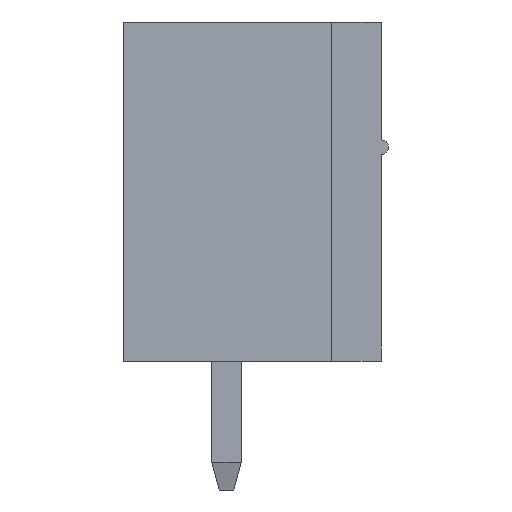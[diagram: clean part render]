
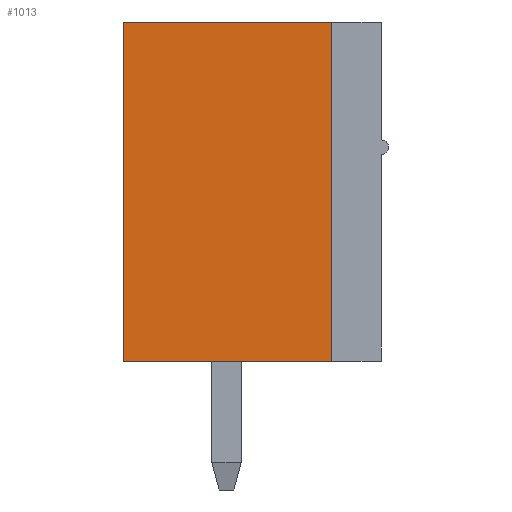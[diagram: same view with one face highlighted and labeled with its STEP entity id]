
A CAD part, left-side view. The second image highlights one B-rep face of the part: STEP entity #1013.
In plain terms, the highlighted planar face has unit normal (-1, 0, 0).
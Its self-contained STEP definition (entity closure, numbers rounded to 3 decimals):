
#1013 = ADVANCED_FACE( '', ( #2017 ), #2018, .T. );
#2017 = FACE_OUTER_BOUND( '', #3009, .T. );
#2018 = PLANE( '', #3010 );
#3009 = EDGE_LOOP( '', ( #5719, #5720, #5721, #5722 ) );
#3010 = AXIS2_PLACEMENT_3D( '', #5723, #5724, #5725 );
#5719 = ORIENTED_EDGE( '', *, *, #7162, .T. );
#5720 = ORIENTED_EDGE( '', *, *, #6791, .T. );
#5721 = ORIENTED_EDGE( '', *, *, #7163, .T. );
#5722 = ORIENTED_EDGE( '', *, *, #6988, .T. );
#5723 = CARTESIAN_POINT( '', ( -16.625, 0., 0. ) );
#5724 = DIRECTION( '', ( -1., 0., 0. ) );
#5725 = DIRECTION( '', ( 0., 0., 1. ) );
#6791 = EDGE_CURVE( '', #8437, #8435, #8438, .T. );
#6988 = EDGE_CURVE( '', #8689, #8687, #8690, .T. );
#7162 = EDGE_CURVE( '', #8687, #8437, #8886, .T. );
#7163 = EDGE_CURVE( '', #8435, #8689, #8887, .T. );
#8435 = VERTEX_POINT( '', #10866 );
#8437 = VERTEX_POINT( '', #10869 );
#8438 = LINE( '', #10870, #10871 );
#8687 = VERTEX_POINT( '', #11341 );
#8689 = VERTEX_POINT( '', #11344 );
#8690 = LINE( '', #11345, #11346 );
#8886 = LINE( '', #11632, #11633 );
#8887 = LINE( '', #11634, #11635 );
#10866 = CARTESIAN_POINT( '', ( -16.625, 3.5, 4.6 ) );
#10869 = CARTESIAN_POINT( '', ( -16.625, -2.15, 4.6 ) );
#10870 = CARTESIAN_POINT( '', ( -16.625, -2.15, 4.6 ) );
#10871 = VECTOR( '', #12370, 1000. );
#11341 = CARTESIAN_POINT( '', ( -16.625, -2.15, -4.6 ) );
#11344 = CARTESIAN_POINT( '', ( -16.625, 3.5, -4.6 ) );
#11345 = CARTESIAN_POINT( '', ( -16.625, 3.5, -4.6 ) );
#11346 = VECTOR( '', #12515, 1000. );
#11632 = CARTESIAN_POINT( '', ( -16.625, -2.15, -4.6 ) );
#11633 = VECTOR( '', #12612, 1000. );
#11634 = CARTESIAN_POINT( '', ( -16.625, 3.5, 4.6 ) );
#11635 = VECTOR( '', #12613, 1000. );
#12370 = DIRECTION( '', ( 0., 1., 0. ) );
#12515 = DIRECTION( '', ( 0., -1., 0. ) );
#12612 = DIRECTION( '', ( 0., 0., 1. ) );
#12613 = DIRECTION( '', ( 0., 0., -1. ) );
